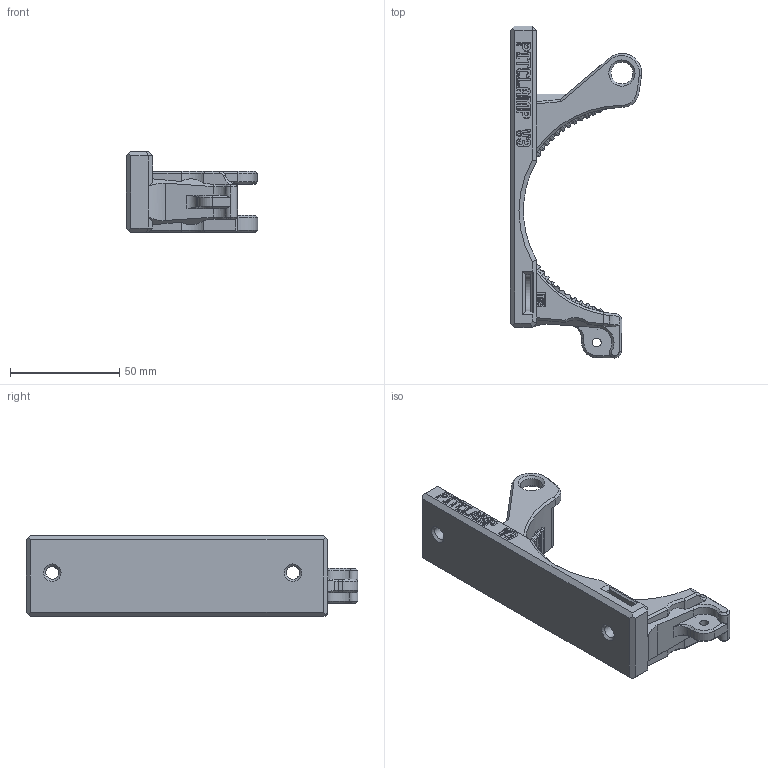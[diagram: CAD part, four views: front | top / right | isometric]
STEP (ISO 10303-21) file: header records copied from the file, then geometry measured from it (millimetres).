
FILE_DESCRIPTION(/* description */ (''),/* implementation_level */ '2;1');
FILE_NAME(/* name */ 'PitClamp_v3_Ring_Base_M6.step',/* time_stamp */ '2024-03-25T11:27:03-04:00',/* author */ (''),/* organization */ (''),/* preprocessor_version */ 'ST-DEVELOPER v20',/* originating_system */ 'Autodesk Translation Framework v12.20.1.177',/* authorisation */ '');
FILE_SCHEMA (('AUTOMOTIVE_DESIGN { 1 0 10303 214 3 1 1 }'));
Length unit declared in the file: millimetre
Products named in the file (1): PitClamp v3 RELEASE FILES
Bounding box: 60 x 151.73 x 37 mm (x, y, z)
Volume: 82025.2 mm3; surface area: 23224.8 mm2
Topology: 1 solids, 1 shells, 715 faces, 1863 edges, 1167 vertices
Faces by surface type: plane 402, cylinder 153, bspline 87, cone 73
Full cylindrical faces by diameter (mm): 4 x1, 6 x2, 10 x2, 10.2 x1
Entity records: 27132 total; most frequent: CARTESIAN_POINT 10911, ORIENTED_EDGE 3726, DIRECTION 2762, EDGE_CURVE 1863, VERTEX_POINT 1167, LINE 1052, VECTOR 1052, AXIS2_PLACEMENT_3D 855
